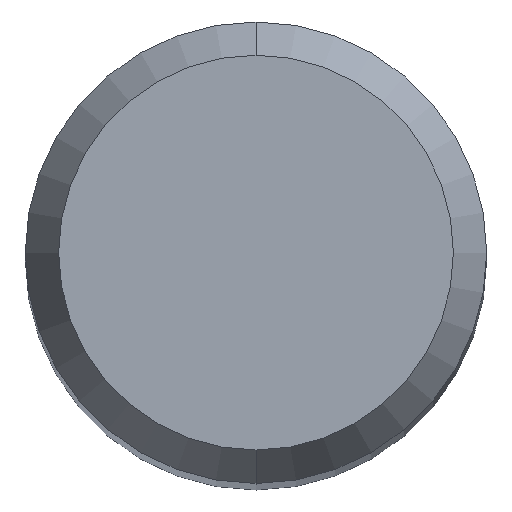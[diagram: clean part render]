
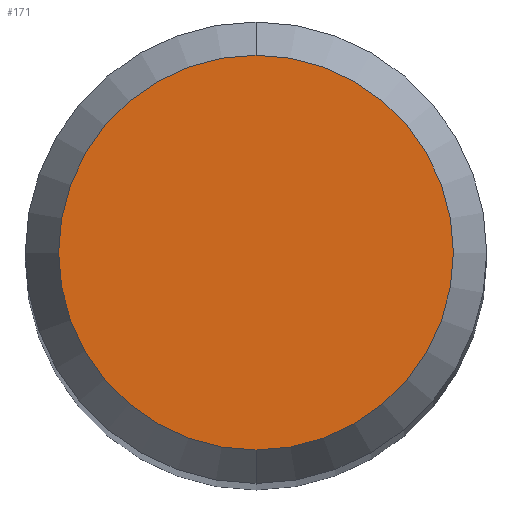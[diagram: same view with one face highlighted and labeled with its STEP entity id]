
A CAD part, top view. The second image highlights one B-rep face of the part: STEP entity #171.
In plain terms, the highlighted planar face has unit normal (0, 0, 1).
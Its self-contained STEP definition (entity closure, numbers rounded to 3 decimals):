
#121=EDGE_CURVE('',#145,#205,#276,.T.);
#145=VERTEX_POINT('',#301);
#171=ADVANCED_FACE('',(#329),#330,.T.);
#205=VERTEX_POINT('',#371);
#219=EDGE_CURVE('',#205,#145,#387,.T.);
#276=CIRCLE('',#444,1.358);
#301=CARTESIAN_POINT('',(0.,-1.358,0.));
#329=FACE_OUTER_BOUND('',#519,.T.);
#330=PLANE('',#520);
#371=CARTESIAN_POINT('',(0.0,1.358,0.));
#387=CIRCLE('',#586,1.358);
#444=AXIS2_PLACEMENT_3D('',#642,#643,#644);
#519=EDGE_LOOP('',(#695,#696));
#520=AXIS2_PLACEMENT_3D('',#697,#698,#699);
#586=AXIS2_PLACEMENT_3D('',#786,#787,#788);
#642=CARTESIAN_POINT('',(0.0,0.0,0.));
#643=DIRECTION('',(0.0,0.0,-1.0));
#644=DIRECTION('',(0.0,1.0,0.0));
#695=ORIENTED_EDGE('',*,*,#219,.F.);
#696=ORIENTED_EDGE('',*,*,#121,.F.);
#697=CARTESIAN_POINT('',(0.0,0.679,0.));
#698=DIRECTION('',(-0.0,0.0,1.0));
#699=DIRECTION('',(0.0,-1.0,0.0));
#786=CARTESIAN_POINT('',(0.0,0.0,0.));
#787=DIRECTION('',(0.0,0.0,-1.0));
#788=DIRECTION('',(0.0,1.0,0.0));
